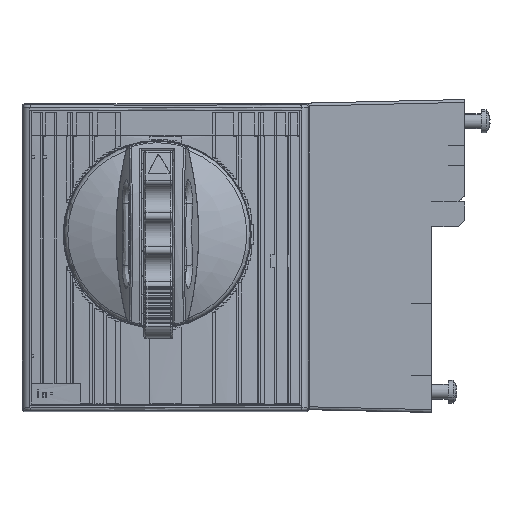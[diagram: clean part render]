
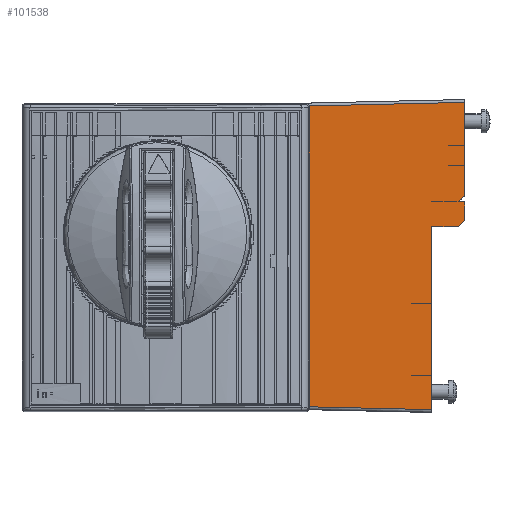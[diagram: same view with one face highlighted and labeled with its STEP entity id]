
A CAD part, left-side view. The second image highlights one B-rep face of the part: STEP entity #101538.
In plain terms, the highlighted planar face has unit normal (-1, 0.023, 0).
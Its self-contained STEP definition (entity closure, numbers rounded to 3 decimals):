
#31401=DIRECTION('',(-0.023,-1.,0.));
#31402=VECTOR('',#31401,6.502);
#31403=CARTESIAN_POINT('',(-35.315,78.,
16.));
#31404=LINE('',#31403,#31402);
#31405=DIRECTION('',(0.016,0.707,-0.707));
#31406=VECTOR('',#31405,2.122);
#31407=CARTESIAN_POINT('',(-35.498,70.,
17.5));
#31408=LINE('',#31407,#31406);
#31409=DIRECTION('',(0.,0.,-1.));
#31410=VECTOR('',#31409,44.317);
#31411=CARTESIAN_POINT('',(-35.315,78.,
16.));
#31412=LINE('',#31411,#31410);
#31413=DIRECTION('',(0.023,0.999,0.023));
#31414=VECTOR('',#31413,31.797);
#31415=CARTESIAN_POINT('',(-35.315,78.,
-28.317));
#31416=LINE('',#31415,#31414);
#31417=DIRECTION('',(-0.023,-0.999,0.023));
#31418=VECTOR('',#31417,39.801);
#31419=CARTESIAN_POINT('',(-34.589,109.78,
45.191));
#31420=LINE('',#31419,#31418);
#31421=DIRECTION('',(0.,0.,-1.));
#31422=VECTOR('',#31421,4.5);
#31423=CARTESIAN_POINT('',(-35.498,70.,
22.));
#31424=LINE('',#31423,#31422);
#31425=CARTESIAN_POINT('',(-35.315,78.,
-28.317));
#31548=DIRECTION('',(0.,0.,-1.));
#31549=VECTOR('',#31548,72.782);
#31550=CARTESIAN_POINT('',(-34.589,109.78,
45.191));
#31551=LINE('',#31550,#31549);
#31891=DIRECTION('',(0.,0.,1.));
#31892=VECTOR('',#31891,22.6);
#31893=CARTESIAN_POINT('',(-35.498,70.,
23.5));
#31894=LINE('',#31893,#31892);
#36561=DIRECTION('',(-0.016,-0.707,0.707));
#36562=VECTOR('',#36561,2.122);
#36563=CARTESIAN_POINT('',(-35.464,71.5,
22.));
#36564=LINE('',#36563,#36562);
#36581=DIRECTION('',(0.023,1.,0.));
#36582=VECTOR('',#36581,1.5);
#36583=CARTESIAN_POINT('',(-35.498,70.,
22.));
#36584=LINE('',#36583,#36582);
#51787=VERTEX_POINT('',#31425);
#53179=CARTESIAN_POINT('',(-35.498,70.,
17.5));
#53181=VERTEX_POINT('',#53179);
#53183=CARTESIAN_POINT('',(-35.498,70.,
22.));
#53184=VERTEX_POINT('',#53183);
#53187=CARTESIAN_POINT('',(-35.464,71.5,
16.));
#53189=VERTEX_POINT('',#53187);
#53193=CARTESIAN_POINT('',(-35.315,78.,
16.));
#53194=VERTEX_POINT('',#53193);
#53195=CARTESIAN_POINT('',(-34.589,109.78,
-27.591));
#53196=VERTEX_POINT('',#53195);
#53197=CARTESIAN_POINT('',(-34.589,109.78,
45.191));
#53198=CARTESIAN_POINT('',(-35.498,70.,
46.1));
#53199=VERTEX_POINT('',#53197);
#53200=VERTEX_POINT('',#53198);
#53201=CARTESIAN_POINT('',(-35.464,71.5,
22.));
#53202=CARTESIAN_POINT('',(-35.498,70.,
23.5));
#53203=VERTEX_POINT('',#53201);
#53204=VERTEX_POINT('',#53202);
#101515=CARTESIAN_POINT('',(-35.043,89.89,
8.891));
#101516=DIRECTION('',(1.,-0.023,0.));
#101517=DIRECTION('',(0.023,1.,0.));
#101518=AXIS2_PLACEMENT_3D('',#101515,#101516,#101517);
#101519=PLANE('',#101518);
#101520=ORIENTED_EDGE('',*,*,#101482,.T.);
#101521=ORIENTED_EDGE('',*,*,#101510,.F.);
#101522=ORIENTED_EDGE('',*,*,#95596,.T.);
#101524=ORIENTED_EDGE('',*,*,#101523,.T.);
#101526=ORIENTED_EDGE('',*,*,#101525,.F.);
#101528=ORIENTED_EDGE('',*,*,#101527,.T.);
#101530=ORIENTED_EDGE('',*,*,#101529,.F.);
#101532=ORIENTED_EDGE('',*,*,#101531,.F.);
#101534=ORIENTED_EDGE('',*,*,#101533,.F.);
#101535=ORIENTED_EDGE('',*,*,#101463,.T.);
#101536=EDGE_LOOP('',(#101520,#101521,#101522,#101524,#101526,#101528,#101530,
#101532,#101534,#101535));
#101537=FACE_OUTER_BOUND('',#101536,.F.);
#95596=EDGE_CURVE('',#53194,#51787,#31412,.T.);
#101463=EDGE_CURVE('',#53184,#53181,#31424,.T.);
#101482=EDGE_CURVE('',#53181,#53189,#31408,.T.);
#101510=EDGE_CURVE('',#53194,#53189,#31404,.T.);
#101523=EDGE_CURVE('',#51787,#53196,#31416,.T.);
#101525=EDGE_CURVE('',#53199,#53196,#31551,.T.);
#101527=EDGE_CURVE('',#53199,#53200,#31420,.T.);
#101529=EDGE_CURVE('',#53204,#53200,#31894,.T.);
#101531=EDGE_CURVE('',#53203,#53204,#36564,.T.);
#101533=EDGE_CURVE('',#53184,#53203,#36584,.T.);
#101538=ADVANCED_FACE('',(#101537),#101519,.F.);
